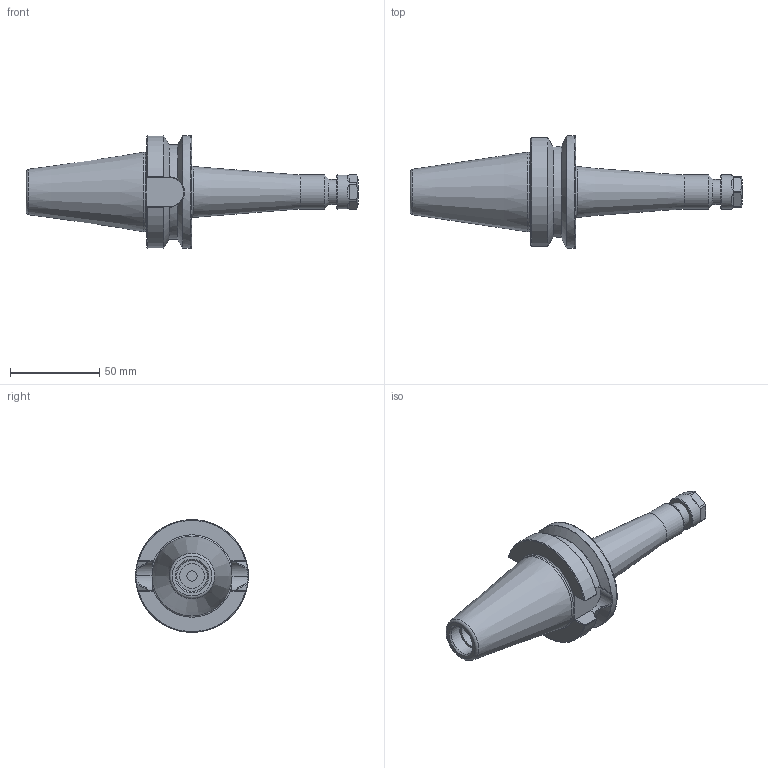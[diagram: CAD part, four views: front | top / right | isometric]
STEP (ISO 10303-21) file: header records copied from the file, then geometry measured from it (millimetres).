
FILE_DESCRIPTION(/* description */ (''),/* implementation_level */ '2;1');
FILE_NAME(/* name */ 'BT40 ER11-120T.step',/* time_stamp */ '2025-08-13T16:00:59-05:00',/* author */ (''),/* organization */ (''),/* preprocessor_version */ 'ST-DEVELOPER v20.1',/* originating_system */ 'Autodesk Translation Framework v14.10.0.0',/* authorisation */ '');
FILE_SCHEMA (('AUTOMOTIVE_DESIGN { 1 0 10303 214 3 1 1 }'));
Length unit declared in the file: inch
Products named in the file (3): BT40 Standard Template; BT40 EM.750-2.5D; ER11 Collet Nut v1
Assembly tree (2 placements, depth 3):
  BT40 Standard Template
    BT40 EM.750-2.5D
      ER11 Collet Nut v1
Bounding box: 185.5 x 63 x 63 mm (x, y, z)
Volume: 151699.1 mm3; surface area: 30996 mm2
Topology: 2 solids, 2 shells, 109 faces, 291 edges, 189 vertices
Faces by surface type: plane 45, bspline 20, cylinder 17, cone 15, torus 12
Full cylindrical faces by diameter (mm): 5.69 x1, 8.23 x1, 13.843 x1, 14 x1, 17.15 x1, 18.999 x1, 19.05 x1, 44.45 x1, 63 x1
Entity records: 4348 total; most frequent: CARTESIAN_POINT 1604, ORIENTED_EDGE 582, DIRECTION 504, EDGE_CURVE 291, AXIS2_PLACEMENT_3D 204, VERTEX_POINT 189, EDGE_LOOP 114, FACE_OUTER_BOUND 109
